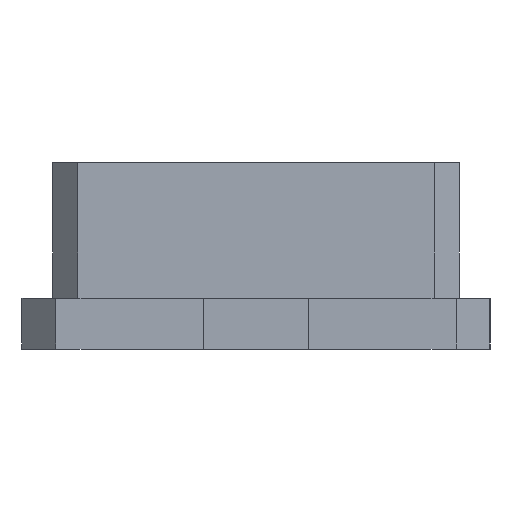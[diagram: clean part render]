
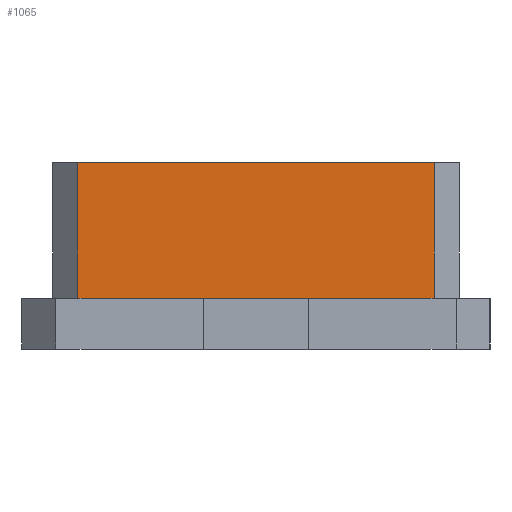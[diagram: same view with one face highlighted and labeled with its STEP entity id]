
A CAD part, left-side view. The second image highlights one B-rep face of the part: STEP entity #1065.
In plain terms, the highlighted planar face has unit normal (-1, 0, 0).
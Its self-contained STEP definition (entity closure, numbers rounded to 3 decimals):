
#354 = VERTEX_POINT('',#355);
#355 = CARTESIAN_POINT('',(-2.667,1.331,1.4));
#361 = EDGE_CURVE('',#362,#354,#364,.T.);
#362 = VERTEX_POINT('',#363);
#363 = CARTESIAN_POINT('',(-2.667,-1.336,1.4));
#364 = LINE('',#365,#366);
#365 = CARTESIAN_POINT('',(-2.667,-1.755,1.4));
#366 = VECTOR('',#367,1.);
#367 = DIRECTION('',(0.,1.,0.));
#724 = VERTEX_POINT('',#725);
#725 = CARTESIAN_POINT('',(-2.667,-1.336,0.384));
#731 = EDGE_CURVE('',#724,#732,#734,.T.);
#732 = VERTEX_POINT('',#733);
#733 = CARTESIAN_POINT('',(-2.667,1.331,0.384));
#734 = LINE('',#735,#736);
#735 = CARTESIAN_POINT('',(-2.667,-1.755,0.384));
#736 = VECTOR('',#737,1.);
#737 = DIRECTION('',(0.,1.,0.));
#1065 = ADVANCED_FACE('',(#1066),#1082,.F.);
#1066 = FACE_BOUND('',#1067,.T.);
#1067 = EDGE_LOOP('',(#1068,#1069,#1075,#1076));
#1068 = ORIENTED_EDGE('',*,*,#361,.T.);
#1069 = ORIENTED_EDGE('',*,*,#1070,.T.);
#1070 = EDGE_CURVE('',#354,#732,#1071,.T.);
#1071 = LINE('',#1072,#1073);
#1072 = CARTESIAN_POINT('',(-2.667,1.331,0.384));
#1073 = VECTOR('',#1074,1.);
#1074 = DIRECTION('',(0.,0.,-1.));
#1075 = ORIENTED_EDGE('',*,*,#731,.F.);
#1076 = ORIENTED_EDGE('',*,*,#1077,.T.);
#1077 = EDGE_CURVE('',#724,#362,#1078,.T.);
#1078 = LINE('',#1079,#1080);
#1079 = CARTESIAN_POINT('',(-2.667,-1.336,0.384));
#1080 = VECTOR('',#1081,1.);
#1081 = DIRECTION('',(0.,0.,1.));
#1082 = PLANE('',#1083);
#1083 = AXIS2_PLACEMENT_3D('',#1084,#1085,#1086);
#1084 = CARTESIAN_POINT('',(-2.667,-1.755,0.384));
#1085 = DIRECTION('',(1.,0.,0.));
#1086 = DIRECTION('',(0.,1.,0.));
